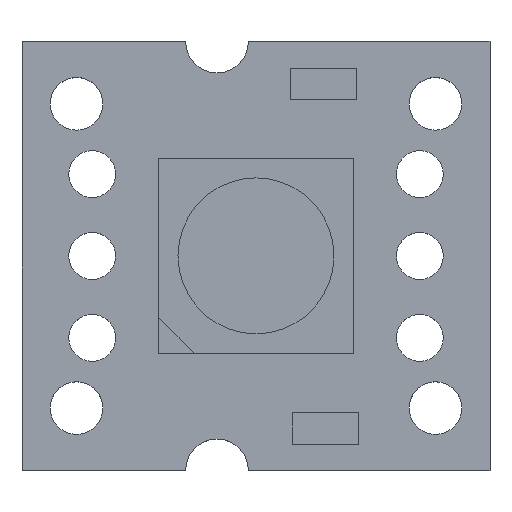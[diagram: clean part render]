
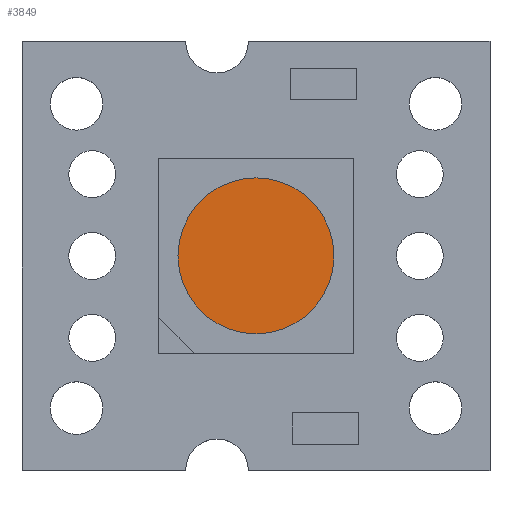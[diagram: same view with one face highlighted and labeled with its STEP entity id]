
A CAD part, top view. The second image highlights one B-rep face of the part: STEP entity #3849.
In plain terms, the highlighted planar face has unit normal (0, 0, 1).
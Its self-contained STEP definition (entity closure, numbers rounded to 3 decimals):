
#3758 = VERTEX_POINT('',#3759);
#3759 = CARTESIAN_POINT('',(2.,0.,0.31));
#3766 = CYLINDRICAL_SURFACE('',#3767,2.);
#3767 = AXIS2_PLACEMENT_3D('',#3768,#3769,#3770);
#3768 = CARTESIAN_POINT('',(0.,0.,0.));
#3769 = DIRECTION('',(0.,0.,-1.));
#3770 = DIRECTION('',(1.,0.,0.));
#3816 = EDGE_CURVE('',#3758,#3758,#3817,.T.);
#3817 = SURFACE_CURVE('',#3818,(#3823,#3829),.PCURVE_S1.);
#3818 = CIRCLE('',#3819,2.);
#3819 = AXIS2_PLACEMENT_3D('',#3820,#3821,#3822);
#3820 = CARTESIAN_POINT('',(0.,0.,0.31));
#3821 = DIRECTION('',(0.,0.,1.));
#3822 = DIRECTION('',(1.,0.,0.));
#3823 = PCURVE('',#3766,#3824);
#3824 = DEFINITIONAL_REPRESENTATION('',(#3825),#3828);
#3825 = B_SPLINE_CURVE_WITH_KNOTS('',1,(#3826,#3827),.UNSPECIFIED.,.F.,
  .F.,(2,2),(0.,6.283),.PIECEWISE_BEZIER_KNOTS.);
#3826 = CARTESIAN_POINT('',(6.283,-0.31));
#3827 = CARTESIAN_POINT('',(0.,-0.31));
#3828 = ( GEOMETRIC_REPRESENTATION_CONTEXT(2) 
PARAMETRIC_REPRESENTATION_CONTEXT() REPRESENTATION_CONTEXT('2D SPACE',''
  ) );
#3829 = PCURVE('',#3830,#3835);
#3830 = PLANE('',#3831);
#3831 = AXIS2_PLACEMENT_3D('',#3832,#3833,#3834);
#3832 = CARTESIAN_POINT('',(2.,0.,0.31));
#3833 = DIRECTION('',(0.,0.,-1.));
#3834 = DIRECTION('',(-1.,0.,0.));
#3835 = DEFINITIONAL_REPRESENTATION('',(#3836),#3844);
#3836 = ( BOUNDED_CURVE() B_SPLINE_CURVE(2,(#3837,#3838,#3839,#3840,
#3841,#3842,#3843),.UNSPECIFIED.,.F.,.F.) B_SPLINE_CURVE_WITH_KNOTS((1,2
    ,2,2,2,1),(-2.094,0.,2.094,4.189,
6.283,8.378),.UNSPECIFIED.) CURVE() 
GEOMETRIC_REPRESENTATION_ITEM() RATIONAL_B_SPLINE_CURVE((1.,0.5,1.,0.5,
1.,0.5,1.)) REPRESENTATION_ITEM('') );
#3837 = CARTESIAN_POINT('',(0.,0.));
#3838 = CARTESIAN_POINT('',(0.,3.464));
#3839 = CARTESIAN_POINT('',(3.,1.732));
#3840 = CARTESIAN_POINT('',(6.,0.));
#3841 = CARTESIAN_POINT('',(3.,-1.732));
#3842 = CARTESIAN_POINT('',(0.,-3.464));
#3843 = CARTESIAN_POINT('',(0.,0.));
#3844 = ( GEOMETRIC_REPRESENTATION_CONTEXT(2) 
PARAMETRIC_REPRESENTATION_CONTEXT() REPRESENTATION_CONTEXT('2D SPACE',''
  ) );
#3849 = ADVANCED_FACE('',(#3850),#3830,.F.);
#3850 = FACE_BOUND('',#3851,.T.);
#3851 = EDGE_LOOP('',(#3852));
#3852 = ORIENTED_EDGE('',*,*,#3816,.T.);
